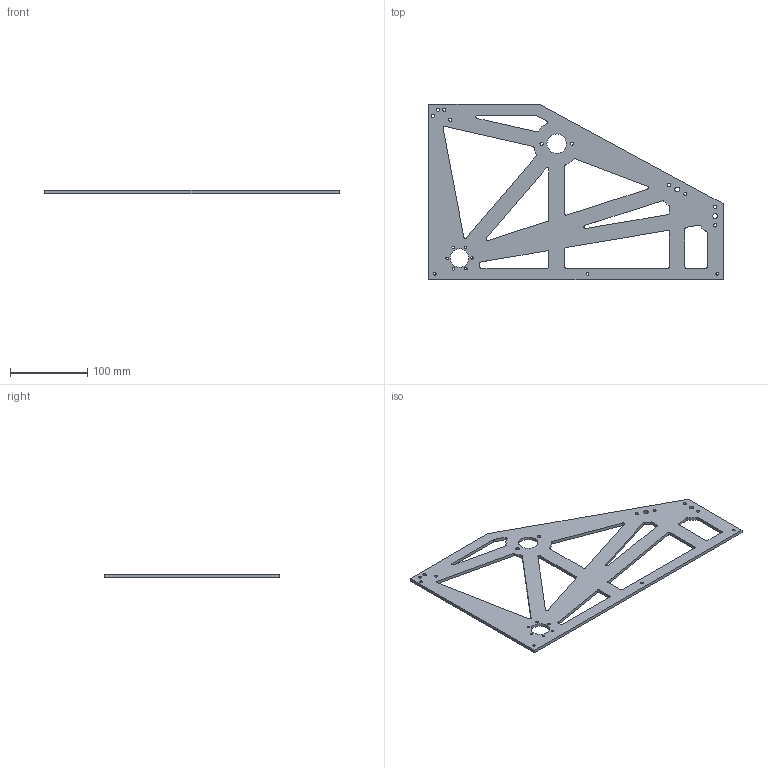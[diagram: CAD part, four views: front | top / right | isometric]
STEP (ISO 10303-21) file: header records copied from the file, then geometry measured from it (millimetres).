
FILE_DESCRIPTION(/* description */ (''),/* implementation_level */ '2;1');
FILE_NAME(/* name */ '',/* time_stamp */ '2025-11-06T15:10:06+03:00',/* author */ ('GameHD'),/* organization */ (''),/* preprocessor_version */ 'ST-DEVELOPER v20',/* originating_system */ 'Autodesk Inventor 2025',/* authorisation */ '');
FILE_SCHEMA (('AUTOMOTIVE_DESIGN { 1 0 10303 214 3 1 1 }'));
Length unit declared in the file: millimetre
Products named in the file (1): стенка
Bounding box: 380 x 226.69 x 4 mm (x, y, z)
Volume: 171135.6 mm3; surface area: 100290.3 mm2
Topology: 1 solids, 1 shells, 94 faces, 276 edges, 184 vertices
Faces by surface type: cylinder 60, plane 34
Full cylindrical faces by diameter (mm): 3.2 x6, 3.25 x3, 4.2 x10, 6.2 x2, 24 x1, 25.2 x1
Entity records: 3347 total; most frequent: DIRECTION 586, CARTESIAN_POINT 555, ORIENTED_EDGE 552, EDGE_CURVE 276, AXIS2_PLACEMENT_3D 215, VERTEX_POINT 184, EDGE_LOOP 156, LINE 156
